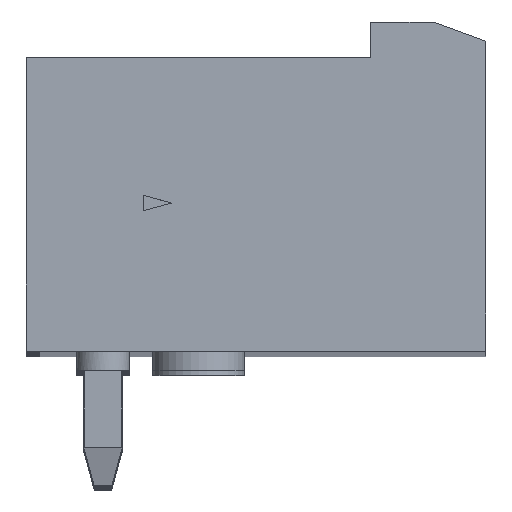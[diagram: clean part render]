
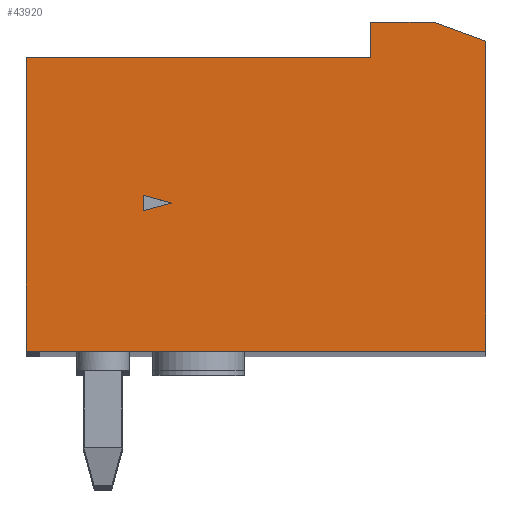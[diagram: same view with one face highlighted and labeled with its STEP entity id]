
A CAD part, top view. The second image highlights one B-rep face of the part: STEP entity #43920.
In plain terms, the highlighted planar face has unit normal (0, 0, 1).
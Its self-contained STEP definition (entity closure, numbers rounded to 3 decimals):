
#41970=CARTESIAN_POINT('',(39.677,0.,7.62));
#41980=DIRECTION('',(0.,-1.,0.));
#41990=VECTOR('',#41980,1.);
#42000=LINE('',#41970,#41990);
#42010=CARTESIAN_POINT('',(39.677,41.844,7.62));
#42020=VERTEX_POINT('',#42010);
#42030=CARTESIAN_POINT('',(39.677,41.442,7.62));
#42040=VERTEX_POINT('',#42030);
#42050=EDGE_CURVE('',#42020,#42040,#42000,.T.);
#42440=CARTESIAN_POINT('',(0.,52.475,7.62));
#42450=DIRECTION('',(-0.966,0.259,0.));
#42460=VECTOR('',#42450,1.);
#42470=LINE('',#42440,#42460);
#42480=CARTESIAN_POINT('',(40.427,41.643,7.62));
#42490=VERTEX_POINT('',#42480);
#42500=EDGE_CURVE('',#42490,#42020,#42470,.T.);
#42820=CARTESIAN_POINT('',(0.,30.81,7.62));
#42830=DIRECTION('',(0.966,0.259,0.));
#42840=VECTOR('',#42830,1.);
#42850=LINE('',#42820,#42840);
#42860=EDGE_CURVE('',#42040,#42490,#42850,.T.);
#43240=CARTESIAN_POINT('',(46.923,38.338,7.62));
#43250=DIRECTION('',(0.,0.,1.));
#43260=DIRECTION('',(1.,0.,0.));
#43270=AXIS2_PLACEMENT_3D('',#43240,#43250,#43260);
#43280=PLANE('',#43270);
#43290=ORIENTED_EDGE('',*,*,#42050,.F.);
#43300=ORIENTED_EDGE('',*,*,#42860,.F.);
#43310=ORIENTED_EDGE('',*,*,#42500,.F.);
#43320=EDGE_LOOP('',(#43310,#43300,#43290));
#43330=FACE_BOUND('',#43320,.T.);
#43340=CARTESIAN_POINT('',(0.,37.773,7.62));
#43350=DIRECTION('',(1.,0.,0.));
#43360=VECTOR('',#43350,1.);
#43370=LINE('',#43340,#43360);
#43380=CARTESIAN_POINT('',(36.627,37.773,7.62));
#43390=VERTEX_POINT('',#43380);
#43400=CARTESIAN_POINT('',(48.627,37.773,7.62));
#43410=VERTEX_POINT('',#43400);
#43420=EDGE_CURVE('',#43390,#43410,#43370,.T.);
#43430=ORIENTED_EDGE('',*,*,#43420,.T.);
#43440=CARTESIAN_POINT('',(36.627,0.,7.62));
#43450=DIRECTION('',(0.,1.,0.));
#43460=VECTOR('',#43450,1.);
#43470=LINE('',#43440,#43460);
#43480=CARTESIAN_POINT('',(36.627,45.443,7.62));
#43490=VERTEX_POINT('',#43480);
#43500=EDGE_CURVE('',#43390,#43490,#43470,.T.);
#43510=ORIENTED_EDGE('',*,*,#43500,.F.);
#43520=CARTESIAN_POINT('',(0.,45.443,7.62));
#43530=DIRECTION('',(-1.,0.,0.));
#43540=VECTOR('',#43530,1.);
#43550=LINE('',#43520,#43540);
#43560=CARTESIAN_POINT('',(45.627,45.443,7.62));
#43570=VERTEX_POINT('',#43560);
#43580=EDGE_CURVE('',#43570,#43490,#43550,.T.);
#43590=ORIENTED_EDGE('',*,*,#43580,.T.);
#43600=CARTESIAN_POINT('',(45.627,0.,7.62));
#43610=DIRECTION('',(0.,1.,0.));
#43620=VECTOR('',#43610,1.);
#43630=LINE('',#43600,#43620);
#43640=CARTESIAN_POINT('',(45.627,46.373,7.62));
#43650=VERTEX_POINT('',#43640);
#43660=EDGE_CURVE('',#43570,#43650,#43630,.T.);
#43670=ORIENTED_EDGE('',*,*,#43660,.F.);
#43680=CARTESIAN_POINT('',(0.,46.373,7.62));
#43690=DIRECTION('',(1.,0.,0.));
#43700=VECTOR('',#43690,1.);
#43710=LINE('',#43680,#43700);
#43720=CARTESIAN_POINT('',(47.253,46.373,7.62));
#43730=VERTEX_POINT('',#43720);
#43740=EDGE_CURVE('',#43650,#43730,#43710,.T.);
#43750=ORIENTED_EDGE('',*,*,#43740,.F.);
#43760=CARTESIAN_POINT('',(0.,63.571,7.62));
#43770=DIRECTION('',(0.94,-0.342,0.));
#43780=VECTOR('',#43770,1.);
#43790=LINE('',#43760,#43780);
#43800=CARTESIAN_POINT('',(48.627,45.873,7.62));
#43810=VERTEX_POINT('',#43800);
#43820=EDGE_CURVE('',#43730,#43810,#43790,.T.);
#43830=ORIENTED_EDGE('',*,*,#43820,.F.);
#43840=CARTESIAN_POINT('',(48.627,0.,7.62));
#43850=DIRECTION('',(0.,1.,0.));
#43860=VECTOR('',#43850,1.);
#43870=LINE('',#43840,#43860);
#43880=EDGE_CURVE('',#43410,#43810,#43870,.T.);
#43890=ORIENTED_EDGE('',*,*,#43880,.T.);
#43900=EDGE_LOOP('',(#43890,#43830,#43750,#43670,#43590,#43510,#43430));
#43910=FACE_OUTER_BOUND('',#43900,.T.);
#43920=ADVANCED_FACE('',(#43330,#43910),#43280,.T.);
